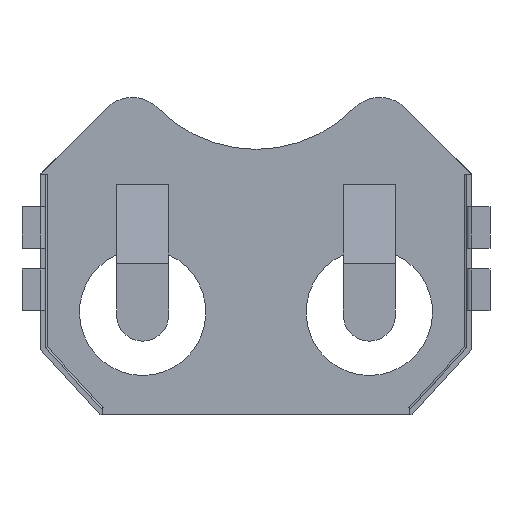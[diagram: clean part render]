
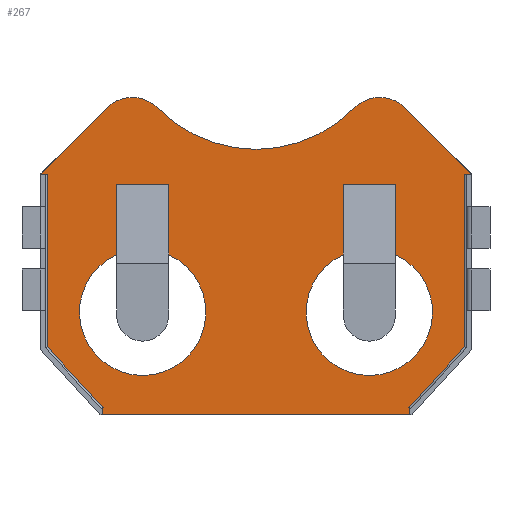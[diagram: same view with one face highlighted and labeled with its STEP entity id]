
A CAD part, front view. The second image highlights one B-rep face of the part: STEP entity #267.
In plain terms, the highlighted planar face has unit normal (0, -1, 0).
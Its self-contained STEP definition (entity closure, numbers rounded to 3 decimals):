
#267=ADVANCED_FACE('NONE',(#609,#610,#611),#612,.F.);
#609=FACE_BOUND('',#1033,.T.);
#610=FACE_BOUND('',#1034,.T.);
#611=FACE_OUTER_BOUND('',#1035,.T.);
#612=PLANE('',#1036);
#1033=EDGE_LOOP('',(#1768,#1769,#1770,#1771,#1772,#1773));
#1034=EDGE_LOOP('',(#1774,#1775,#1776,#1777,#1778,#1779));
#1035=EDGE_LOOP('',(#1780,#1781,#1782,#1783,#1784,#1785,#1786,#1787,#1788,#1789,#1790,#1791,#1792,#1793,#1794,#1795));
#1036=AXIS2_PLACEMENT_3D('',#1796,#1797,#1798);
#1768=ORIENTED_EDGE('',*,*,#2593,.F.);
#1769=ORIENTED_EDGE('',*,*,#2778,.T.);
#1770=ORIENTED_EDGE('',*,*,#2571,.F.);
#1771=ORIENTED_EDGE('',*,*,#2741,.T.);
#1772=ORIENTED_EDGE('',*,*,#2772,.F.);
#1773=ORIENTED_EDGE('',*,*,#2779,.F.);
#1774=ORIENTED_EDGE('',*,*,#2780,.F.);
#1775=ORIENTED_EDGE('',*,*,#2781,.F.);
#1776=ORIENTED_EDGE('',*,*,#2782,.F.);
#1777=ORIENTED_EDGE('',*,*,#2783,.T.);
#1778=ORIENTED_EDGE('',*,*,#2730,.F.);
#1779=ORIENTED_EDGE('',*,*,#2784,.F.);
#1780=ORIENTED_EDGE('',*,*,#2785,.F.);
#1781=ORIENTED_EDGE('',*,*,#2721,.T.);
#1782=ORIENTED_EDGE('',*,*,#2514,.T.);
#1783=ORIENTED_EDGE('',*,*,#2786,.F.);
#1784=ORIENTED_EDGE('',*,*,#2787,.F.);
#1785=ORIENTED_EDGE('',*,*,#2531,.F.);
#1786=ORIENTED_EDGE('',*,*,#2788,.F.);
#1787=ORIENTED_EDGE('',*,*,#2789,.F.);
#1788=ORIENTED_EDGE('',*,*,#2522,.T.);
#1789=ORIENTED_EDGE('',*,*,#2790,.T.);
#1790=ORIENTED_EDGE('',*,*,#2575,.F.);
#1791=ORIENTED_EDGE('',*,*,#2791,.F.);
#1792=ORIENTED_EDGE('',*,*,#2774,.F.);
#1793=ORIENTED_EDGE('',*,*,#2792,.F.);
#1794=ORIENTED_EDGE('',*,*,#2793,.F.);
#1795=ORIENTED_EDGE('',*,*,#2794,.F.);
#1796=CARTESIAN_POINT('',(-6.047,4.072,5.971));
#1797=DIRECTION('',(-0.0,1.0,0.0));
#1798=DIRECTION('',(1.0,0.0,0.0));
#2514=EDGE_CURVE('NONE',#2999,#2997,#3000,.T.);
#2522=EDGE_CURVE('NONE',#3006,#3012,#3014,.T.);
#2531=EDGE_CURVE('',#3029,#3017,#3031,.T.);
#2571=EDGE_CURVE('NONE',#3103,#3104,#3105,.T.);
#2575=EDGE_CURVE('NONE',#3109,#3110,#3111,.T.);
#2593=EDGE_CURVE('NONE',#3140,#3141,#3142,.T.);
#2721=EDGE_CURVE('NONE',#3350,#2999,#3351,.T.);
#2730=EDGE_CURVE('NONE',#3361,#3363,#3364,.T.);
#2741=EDGE_CURVE('NONE',#3103,#3378,#3380,.T.);
#2772=EDGE_CURVE('NONE',#3422,#3378,#3424,.T.);
#2774=EDGE_CURVE('NONE',#3426,#3427,#3428,.T.);
#2778=EDGE_CURVE('NONE',#3140,#3104,#3432,.T.);
#2779=EDGE_CURVE('NONE',#3141,#3422,#3433,.T.);
#2780=EDGE_CURVE('NONE',#3434,#3435,#3436,.T.);
#2781=EDGE_CURVE('NONE',#3437,#3434,#3438,.T.);
#2782=EDGE_CURVE('NONE',#3439,#3437,#3440,.T.);
#2783=EDGE_CURVE('NONE',#3439,#3363,#3441,.T.);
#2784=EDGE_CURVE('NONE',#3435,#3361,#3442,.T.);
#2785=EDGE_CURVE('NONE',#3350,#3209,#3443,.T.);
#2786=EDGE_CURVE('',#3444,#2997,#3445,.T.);
#2787=EDGE_CURVE('',#3017,#3444,#3446,.T.);
#2788=EDGE_CURVE('',#3447,#3029,#3448,.T.);
#2789=EDGE_CURVE('',#3006,#3447,#3449,.T.);
#2790=EDGE_CURVE('NONE',#3012,#3110,#3450,.T.);
#2791=EDGE_CURVE('NONE',#3427,#3109,#3451,.T.);
#2792=EDGE_CURVE('NONE',#3452,#3426,#3453,.T.);
#2793=EDGE_CURVE('NONE',#3454,#3452,#3455,.T.);
#2794=EDGE_CURVE('NONE',#3209,#3454,#3456,.T.);
#2997=VERTEX_POINT('',#3711);
#2999=VERTEX_POINT('NONE',#3713);
#3000=LINE('',#3714,#3715);
#3006=VERTEX_POINT('',#3732);
#3012=VERTEX_POINT('NONE',#3739);
#3014=LINE('',#3751,#3752);
#3017=VERTEX_POINT('',#3755);
#3029=VERTEX_POINT('',#3773);
#3031=LINE('',#3776,#3777);
#3103=VERTEX_POINT('NONE',#3878);
#3104=VERTEX_POINT('NONE',#3879);
#3105=LINE('',#3880,#3881);
#3109=VERTEX_POINT('NONE',#3887);
#3110=VERTEX_POINT('NONE',#3888);
#3111=LINE('',#3889,#3890);
#3140=VERTEX_POINT('NONE',#3926);
#3141=VERTEX_POINT('NONE',#3927);
#3142=LINE('',#3928,#3929);
#3209=VERTEX_POINT('NONE',#4023);
#3350=VERTEX_POINT('NONE',#4224);
#3351=LINE('',#4225,#4226);
#3361=VERTEX_POINT('NONE',#4258);
#3363=VERTEX_POINT('NONE',#4261);
#3364=LINE('',#4262,#4263);
#3378=VERTEX_POINT('NONE',#4292);
#3380=CIRCLE('',#4295,3.086);
#3422=VERTEX_POINT('NONE',#4350);
#3424=LINE('',#4353,#4354);
#3426=VERTEX_POINT('NONE',#4356);
#3427=VERTEX_POINT('NONE',#4357);
#3428=CIRCLE('',#4358,1.776);
#3432=LINE('',#4364,#4365);
#3433=LINE('',#4366,#4367);
#3434=VERTEX_POINT('NONE',#4368);
#3435=VERTEX_POINT('NONE',#4369);
#3436=LINE('',#4370,#4371);
#3437=VERTEX_POINT('NONE',#4372);
#3438=LINE('',#4373,#4374);
#3439=VERTEX_POINT('NONE',#4375);
#3440=LINE('',#4376,#4377);
#3441=CIRCLE('',#4378,3.086);
#3442=LINE('',#4379,#4380);
#3443=LINE('',#4381,#4382);
#3444=VERTEX_POINT('',#4383);
#3445=LINE('',#4384,#4385);
#3446=LINE('',#4386,#4387);
#3447=VERTEX_POINT('',#4388);
#3448=LINE('',#4389,#4390);
#3449=LINE('',#4391,#4392);
#3450=LINE('',#4393,#4394);
#3451=LINE('',#4395,#4396);
#3452=VERTEX_POINT('NONE',#4397);
#3453=CIRCLE('',#4398,6.691);
#3454=VERTEX_POINT('NONE',#4399);
#3455=CIRCLE('',#4400,1.776);
#3456=LINE('',#4401,#4402);
#3711=CARTESIAN_POINT('',(-7.467,4.072,-7.399));
#3713=CARTESIAN_POINT('',(-10.193,4.072,-4.436));
#3714=CARTESIAN_POINT('',(-7.437,4.072,-7.432));
#3715=VECTOR('',#4790,1.0);
#3732=CARTESIAN_POINT('',(7.467,4.072,-7.399));
#3739=CARTESIAN_POINT('',(10.193,4.072,-4.436));
#3751=CARTESIAN_POINT('',(10.22,4.072,-4.407));
#3752=VECTOR('',#4799,1.0);
#3755=CARTESIAN_POINT('',(-7.512,4.072,-7.747));
#3773=CARTESIAN_POINT('',(7.512,4.072,-7.747));
#3776=CARTESIAN_POINT('',(-7.62,4.072,-7.747));
#3777=VECTOR('',#4807,1.0);
#3878=CARTESIAN_POINT('',(6.807,4.072,0.062));
#3879=CARTESIAN_POINT('',(6.807,4.072,2.113));
#3880=CARTESIAN_POINT('',(6.807,4.072,-2.84));
#3881=VECTOR('',#4852,1.0);
#3887=CARTESIAN_POINT('',(10.541,4.072,3.988));
#3888=CARTESIAN_POINT('',(10.193,4.072,3.988));
#3889=CARTESIAN_POINT('',(10.541,4.072,3.988));
#3890=VECTOR('',#4855,1.0);
#3926=CARTESIAN_POINT('',(6.807,4.072,3.51));
#3927=CARTESIAN_POINT('',(4.267,4.072,3.51));
#3928=CARTESIAN_POINT('',(6.807,4.072,3.51));
#3929=VECTOR('',#4878,1.0);
#4023=CARTESIAN_POINT('',(-10.541,4.072,3.988));
#4224=CARTESIAN_POINT('',(-10.193,4.072,3.988));
#4225=CARTESIAN_POINT('',(-10.193,4.072,-4.476));
#4226=VECTOR('',#5005,1.0);
#4258=CARTESIAN_POINT('',(-6.807,4.072,2.113));
#4261=CARTESIAN_POINT('',(-6.807,4.072,0.062));
#4262=CARTESIAN_POINT('',(-6.807,4.072,-2.84));
#4263=VECTOR('',#5012,1.0);
#4292=CARTESIAN_POINT('',(4.267,4.072,0.062));
#4295=AXIS2_PLACEMENT_3D('',#5019,#5020,#5021);
#4350=CARTESIAN_POINT('',(4.267,4.072,2.113));
#4353=CARTESIAN_POINT('',(4.267,4.072,-2.84));
#4354=VECTOR('',#5060,1.0);
#4356=CARTESIAN_POINT('',(4.778,4.072,7.214));
#4357=CARTESIAN_POINT('',(7.303,4.072,7.227));
#4358=AXIS2_PLACEMENT_3D('',#5061,#5062,#5063);
#4364=CARTESIAN_POINT('',(6.807,4.072,5.971));
#4365=VECTOR('',#5066,1.0);
#4366=CARTESIAN_POINT('',(4.267,4.072,-2.84));
#4367=VECTOR('',#5067,1.0);
#4368=CARTESIAN_POINT('',(-4.267,4.072,3.51));
#4369=CARTESIAN_POINT('',(-6.807,4.072,3.51));
#4370=CARTESIAN_POINT('',(-6.807,4.072,3.51));
#4371=VECTOR('',#5068,1.0);
#4372=CARTESIAN_POINT('',(-4.267,4.072,2.113));
#4373=CARTESIAN_POINT('',(-4.267,4.072,5.971));
#4374=VECTOR('',#5069,1.0);
#4375=CARTESIAN_POINT('',(-4.267,4.072,0.062));
#4376=CARTESIAN_POINT('',(-4.267,4.072,-2.84));
#4377=VECTOR('',#5070,1.0);
#4378=AXIS2_PLACEMENT_3D('',#5071,#5072,#5073);
#4379=CARTESIAN_POINT('',(-6.807,4.072,-2.84));
#4380=VECTOR('',#5074,1.0);
#4381=CARTESIAN_POINT('',(-10.541,4.072,3.988));
#4382=VECTOR('',#5075,1.0);
#4383=CARTESIAN_POINT('',(-7.512,4.072,-7.399));
#4384=CARTESIAN_POINT('',(-7.512,4.072,-7.399));
#4385=VECTOR('',#5076,1.0);
#4386=CARTESIAN_POINT('',(-7.512,4.072,-7.999));
#4387=VECTOR('',#5077,1.0);
#4388=CARTESIAN_POINT('',(7.512,4.072,-7.399));
#4389=CARTESIAN_POINT('',(7.512,4.072,-7.399));
#4390=VECTOR('',#5078,1.0);
#4391=CARTESIAN_POINT('',(-7.512,4.072,-7.399));
#4392=VECTOR('',#5079,1.0);
#4393=CARTESIAN_POINT('',(10.193,4.072,3.988));
#4394=VECTOR('',#5080,1.0);
#4395=CARTESIAN_POINT('',(10.541,4.072,3.988));
#4396=VECTOR('',#5081,1.0);
#4397=CARTESIAN_POINT('',(-4.778,4.072,7.214));
#4398=AXIS2_PLACEMENT_3D('',#5082,#5083,#5084);
#4399=CARTESIAN_POINT('',(-7.303,4.072,7.227));
#4400=AXIS2_PLACEMENT_3D('',#5085,#5086,#5087);
#4401=CARTESIAN_POINT('',(-10.541,4.072,3.988));
#4402=VECTOR('',#5088,1.0);
#4790=DIRECTION('',(0.677,0.0,-0.736));
#4799=DIRECTION('',(0.677,0.0,0.736));
#4807=DIRECTION('',(-1.0,0.0,0.0));
#4852=DIRECTION('',(0.0,0.0,1.0));
#4855=DIRECTION('',(-1.0,0.0,0.0));
#4878=DIRECTION('',(-1.0,0.0,0.0));
#5005=DIRECTION('',(0.0,0.0,-1.0));
#5012=DIRECTION('',(0.0,0.0,-1.0));
#5019=CARTESIAN_POINT('',(5.537,4.072,-2.751));
#5020=DIRECTION('',(0.0,1.0,0.0));
#5021=DIRECTION('',(0.0,0.0,1.0));
#5060=DIRECTION('',(0.,0.0,-1.0));
#5061=CARTESIAN_POINT('',(6.047,4.072,5.971));
#5062=DIRECTION('',(0.0,1.0,0.0));
#5063=DIRECTION('',(0.0,0.0,-1.0));
#5066=DIRECTION('',(0.0,0.0,-1.0));
#5067=DIRECTION('',(0.,0.0,-1.0));
#5068=DIRECTION('',(-1.0,0.0,0.0));
#5069=DIRECTION('',(0.0,0.0,1.0));
#5070=DIRECTION('',(0.,0.0,1.0));
#5071=CARTESIAN_POINT('',(-5.537,4.072,-2.751));
#5072=DIRECTION('',(0.0,1.0,0.0));
#5073=DIRECTION('',(0.0,0.0,1.0));
#5074=DIRECTION('',(0.0,0.0,-1.0));
#5075=DIRECTION('',(-1.0,0.0,0.));
#5076=DIRECTION('',(1.0,0.0,0.0));
#5077=DIRECTION('',(0.0,0.0,1.0));
#5078=DIRECTION('',(0.0,0.0,-1.0));
#5079=DIRECTION('',(1.0,0.0,0.0));
#5080=DIRECTION('',(0.0,0.0,1.0));
#5081=DIRECTION('',(0.707,0.0,-0.707));
#5082=CARTESIAN_POINT('',(0.,4.072,11.898));
#5083=DIRECTION('',(0.0,-1.0,0.0));
#5084=DIRECTION('',(0.0,0.0,-1.0));
#5085=CARTESIAN_POINT('',(-6.047,4.072,5.971));
#5086=DIRECTION('',(0.0,1.0,0.0));
#5087=DIRECTION('',(0.0,0.0,1.0));
#5088=DIRECTION('',(0.707,0.0,0.707));
